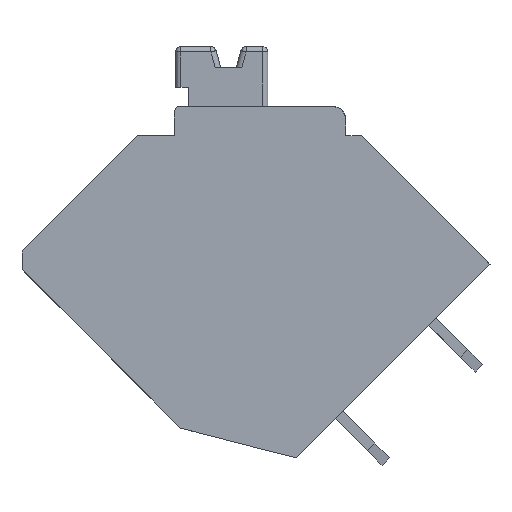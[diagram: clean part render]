
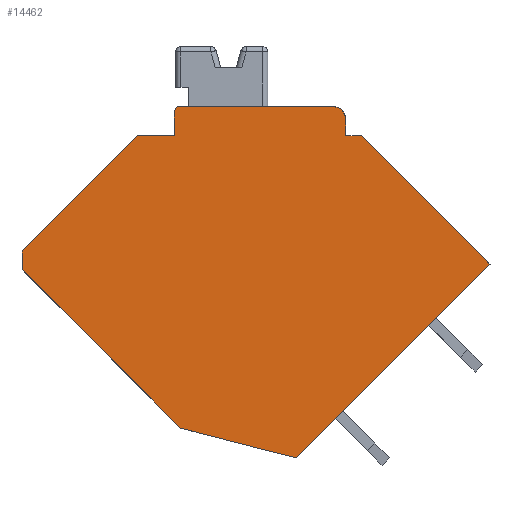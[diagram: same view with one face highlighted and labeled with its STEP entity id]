
A CAD part, left-side view. The second image highlights one B-rep face of the part: STEP entity #14462.
In plain terms, the highlighted planar face has unit normal (-1, 0, 0).
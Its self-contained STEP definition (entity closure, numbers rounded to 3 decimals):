
#314=PLANE('',#15358);
#812=CIRCLE('',#15319,0.5);
#814=CIRCLE('',#15323,0.2);
#2115=ORIENTED_EDGE('',*,*,#6277,.F.);
#2116=ORIENTED_EDGE('',*,*,#6283,.T.);
#2117=ORIENTED_EDGE('',*,*,#5634,.F.);
#2118=ORIENTED_EDGE('',*,*,#6274,.F.);
#2119=ORIENTED_EDGE('',*,*,#6228,.F.);
#2120=ORIENTED_EDGE('',*,*,#5665,.F.);
#2121=ORIENTED_EDGE('',*,*,#6266,.F.);
#2122=ORIENTED_EDGE('',*,*,#6265,.F.);
#2123=ORIENTED_EDGE('',*,*,#6171,.T.);
#2124=ORIENTED_EDGE('',*,*,#6166,.F.);
#2125=ORIENTED_EDGE('',*,*,#6178,.T.);
#2126=ORIENTED_EDGE('',*,*,#6176,.F.);
#2127=ORIENTED_EDGE('',*,*,#6236,.F.);
#5634=EDGE_CURVE('',#7792,#7793,#9192,.T.);
#5665=EDGE_CURVE('',#7821,#7822,#9223,.T.);
#6166=EDGE_CURVE('',#8253,#8254,#9686,.T.);
#6171=EDGE_CURVE('',#8258,#8254,#812,.T.);
#6176=EDGE_CURVE('',#8262,#8259,#9693,.T.);
#6178=EDGE_CURVE('',#8253,#8259,#814,.T.);
#6228=EDGE_CURVE('',#7822,#8299,#9743,.T.);
#6236=EDGE_CURVE('',#8304,#8262,#9748,.T.);
#6265=EDGE_CURVE('',#8258,#8319,#9764,.T.);
#6266=EDGE_CURVE('',#8319,#7821,#9765,.T.);
#6274=EDGE_CURVE('',#8299,#7792,#9773,.T.);
#6277=EDGE_CURVE('',#8321,#8304,#9776,.T.);
#6283=EDGE_CURVE('',#8321,#7793,#9781,.F.);
#7792=VERTEX_POINT('',#20702);
#7793=VERTEX_POINT('',#20704);
#7821=VERTEX_POINT('',#20765);
#7822=VERTEX_POINT('',#20767);
#8253=VERTEX_POINT('',#21789);
#8254=VERTEX_POINT('',#21791);
#8258=VERTEX_POINT('',#21805);
#8259=VERTEX_POINT('',#21809);
#8262=VERTEX_POINT('',#21814);
#8299=VERTEX_POINT('',#21914);
#8304=VERTEX_POINT('',#21929);
#8319=VERTEX_POINT('',#21973);
#8321=VERTEX_POINT('',#21991);
#9192=LINE('',#20703,#10971);
#9223=LINE('',#20766,#11002);
#9686=LINE('',#21790,#11465);
#9693=LINE('',#21815,#11472);
#9743=LINE('',#21916,#11522);
#9748=LINE('',#21930,#11527);
#9764=LINE('',#21975,#11543);
#9765=LINE('',#21977,#11544);
#9773=LINE('',#21986,#11552);
#9776=LINE('',#21992,#11555);
#9781=LINE('',#22002,#11560);
#10971=VECTOR('',#16540,1000.);
#11002=VECTOR('',#16577,1000.);
#11465=VECTOR('',#17244,1000.);
#11472=VECTOR('',#17259,1000.);
#11522=VECTOR('',#17337,1000.);
#11527=VECTOR('',#17350,1000.);
#11543=VECTOR('',#17394,1000.);
#11544=VECTOR('',#17397,1000.);
#11552=VECTOR('',#17407,1000.);
#11555=VECTOR('',#17412,1000.);
#11560=VECTOR('',#17423,1000.);
#12712=EDGE_LOOP('',(#2115,#2116,#2117,#2118,#2119,#2120,#2121,#2122,#2123,
#2124,#2125,#2126,#2127));
#13506=FACE_BOUND('',#12712,.T.);
#14462=ADVANCED_FACE('',(#13506),#314,.T.);
#15319=AXIS2_PLACEMENT_3D('',#21804,#17251,#17252);
#15323=AXIS2_PLACEMENT_3D('',#21818,#17264,#17265);
#15358=AXIS2_PLACEMENT_3D('',#22001,#17421,#17422);
#16540=DIRECTION('',(0.,0.707,0.707));
#16577=DIRECTION('',(0.,-0.707,-0.707));
#17244=DIRECTION('',(0.,-1.,0.));
#17251=DIRECTION('',(-1.,0.,0.));
#17252=DIRECTION('',(0.,0.,1.));
#17259=DIRECTION('',(0.,0.,1.));
#17264=DIRECTION('',(-1.,0.,0.));
#17265=DIRECTION('',(0.,0.,1.));
#17337=DIRECTION('',(0.,0.707,-0.707));
#17350=DIRECTION('',(0.,-1.,0.));
#17394=DIRECTION('',(0.,0.,-1.));
#17397=DIRECTION('',(0.,-1.,0.));
#17407=DIRECTION('',(0.,0.968,0.25));
#17412=DIRECTION('',(0.,-0.707,0.707));
#17421=DIRECTION('',(-1.,0.,0.));
#17422=DIRECTION('',(0.,0.,1.));
#17423=DIRECTION('',(0.,0.,1.));
#20702=CARTESIAN_POINT('',(-9.1,3.017,-6.364));
#20703=CARTESIAN_POINT('',(-9.1,3.017,-6.364));
#20704=CARTESIAN_POINT('',(-9.1,9.027,-0.354));
#20765=CARTESIAN_POINT('',(-9.1,-3.85,4.731));
#20766=CARTESIAN_POINT('',(-9.1,-3.85,4.731));
#20767=CARTESIAN_POINT('',(-9.1,-8.722,-0.141));
#21789=CARTESIAN_POINT('',(-9.1,3.05,5.831));
#21790=CARTESIAN_POINT('',(-9.1,3.25,5.831));
#21791=CARTESIAN_POINT('',(-9.1,-2.75,5.831));
#21804=CARTESIAN_POINT('',(-9.1,-2.75,5.331));
#21805=CARTESIAN_POINT('',(-9.1,-3.25,5.331));
#21809=CARTESIAN_POINT('',(-9.1,3.25,5.631));
#21814=CARTESIAN_POINT('',(-9.1,3.25,4.731));
#21815=CARTESIAN_POINT('',(-9.1,3.25,5.831));
#21818=CARTESIAN_POINT('',(-9.1,3.05,5.631));
#21914=CARTESIAN_POINT('',(-9.1,-1.368,-7.495));
#21916=CARTESIAN_POINT('',(-9.1,-8.722,-0.141));
#21929=CARTESIAN_POINT('',(-9.1,4.65,4.731));
#21930=CARTESIAN_POINT('',(-9.1,3.25,4.731));
#21973=CARTESIAN_POINT('',(-9.1,-3.25,4.731));
#21975=CARTESIAN_POINT('',(-9.1,-3.25,4.731));
#21977=CARTESIAN_POINT('',(-9.1,-3.85,4.731));
#21986=CARTESIAN_POINT('',(-9.1,-1.368,-7.495));
#21991=CARTESIAN_POINT('',(-9.1,9.027,0.354));
#21992=CARTESIAN_POINT('',(-9.1,9.381,0.));
#22001=CARTESIAN_POINT('',(-9.1,0.,0.));
#22002=CARTESIAN_POINT('',(-9.1,9.027,0.));
